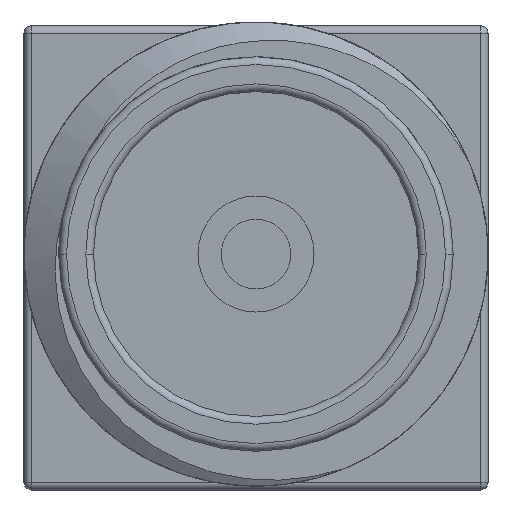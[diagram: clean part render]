
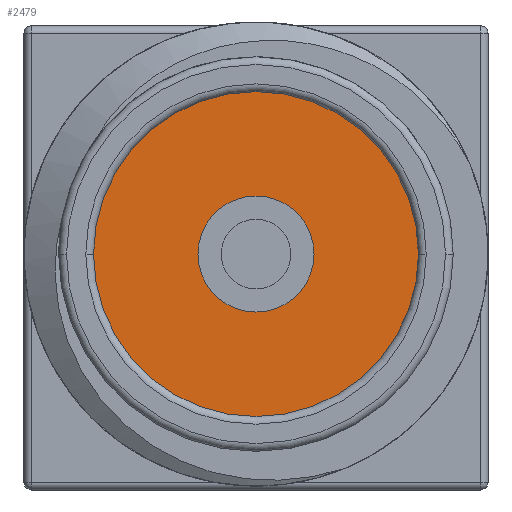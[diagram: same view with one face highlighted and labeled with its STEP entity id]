
A CAD part, front view. The second image highlights one B-rep face of the part: STEP entity #2479.
In plain terms, the highlighted planar face has unit normal (0, -1, 0).
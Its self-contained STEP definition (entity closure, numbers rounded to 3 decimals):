
#352 = VERTEX_POINT('',#353);
#353 = CARTESIAN_POINT('',(0.75,-7.925,0.525));
#359 = EDGE_CURVE('',#352,#360,#362,.T.);
#360 = VERTEX_POINT('',#361);
#361 = CARTESIAN_POINT('',(-0.75,-7.925,0.525));
#362 = CIRCLE('',#363,0.75);
#363 = AXIS2_PLACEMENT_3D('',#364,#365,#366);
#364 = CARTESIAN_POINT('',(0.,-7.925,0.525));
#365 = DIRECTION('',(0.,-1.,0.));
#366 = DIRECTION('',(1.,0.,0.));
#425 = VERTEX_POINT('',#426);
#426 = CARTESIAN_POINT('',(-2.1,-7.925,0.525));
#432 = EDGE_CURVE('',#433,#425,#435,.T.);
#433 = VERTEX_POINT('',#434);
#434 = CARTESIAN_POINT('',(2.1,-7.925,0.525));
#435 = CIRCLE('',#436,2.1);
#436 = AXIS2_PLACEMENT_3D('',#437,#438,#439);
#437 = CARTESIAN_POINT('',(0.,-7.925,0.525));
#438 = DIRECTION('',(0.,1.,0.));
#439 = DIRECTION('',(1.,0.,0.));
#2393 = EDGE_CURVE('',#425,#433,#2394,.T.);
#2394 = CIRCLE('',#2395,2.1);
#2395 = AXIS2_PLACEMENT_3D('',#2396,#2397,#2398);
#2396 = CARTESIAN_POINT('',(0.,-7.925,0.525));
#2397 = DIRECTION('',(0.,1.,0.));
#2398 = DIRECTION('',(1.,0.,0.));
#2468 = EDGE_CURVE('',#360,#352,#2469,.T.);
#2469 = CIRCLE('',#2470,0.75);
#2470 = AXIS2_PLACEMENT_3D('',#2471,#2472,#2473);
#2471 = CARTESIAN_POINT('',(0.,-7.925,0.525));
#2472 = DIRECTION('',(0.,-1.,0.));
#2473 = DIRECTION('',(1.,0.,0.));
#2479 = ADVANCED_FACE('',(#2480,#2484),#2488,.T.);
#2480 = FACE_BOUND('',#2481,.T.);
#2481 = EDGE_LOOP('',(#2482,#2483));
#2482 = ORIENTED_EDGE('',*,*,#2393,.F.);
#2483 = ORIENTED_EDGE('',*,*,#432,.F.);
#2484 = FACE_BOUND('',#2485,.T.);
#2485 = EDGE_LOOP('',(#2486,#2487));
#2486 = ORIENTED_EDGE('',*,*,#2468,.F.);
#2487 = ORIENTED_EDGE('',*,*,#359,.F.);
#2488 = PLANE('',#2489);
#2489 = AXIS2_PLACEMENT_3D('',#2490,#2491,#2492);
#2490 = CARTESIAN_POINT('',(0.,-7.925,0.525));
#2491 = DIRECTION('',(0.,-1.,0.));
#2492 = DIRECTION('',(1.,0.,0.));
